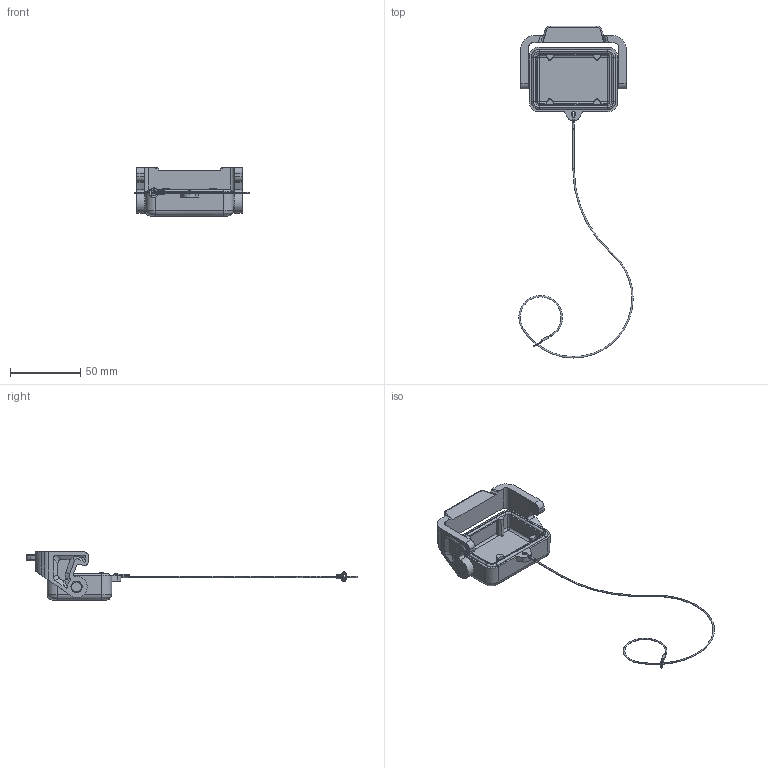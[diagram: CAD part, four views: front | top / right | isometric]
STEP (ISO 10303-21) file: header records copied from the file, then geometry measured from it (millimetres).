
FILE_DESCRIPTION(('Creo Elements/Direct Modeling STEP Export'),'2;1');
FILE_NAME('37jbk2e5h1n3q985904','2022-02-03T14:15:18',(''),(''),'Creo Elements/Direct Modeling STEP processor for AP214 (Solid Model)','Creo Elements/Direct Modeling 20.1B 02-Apr-2019 (C) Parametric Technology GmbH','');
FILE_SCHEMA(('AUTOMOTIVE_DESIGN { 1 0 10303 214 1 1 1 1 }'));
Length unit declared in the file: millimetre
Products named in the file (2): Coperchietto_06p_leva
Assembly tree (1 placements, depth 2):
  Coperchietto_06p_leva
    Coperchietto_06p_leva
Bounding box: 81.38 x 236.27 x 34.55 mm (x, y, z)
Volume: 42606.8 mm3; surface area: 23115.5 mm2
Topology: 1 solids, 1 shells, 407 faces, 1073 edges, 687 vertices
Faces by surface type: cylinder 219, plane 128, bspline 34, torus 18, sphere 4, cone 4
Entity records: 24236 total; most frequent: CARTESIAN_POINT 11278, ORIENTED_EDGE 2136, DIRECTION 1885, EDGE_CURVE 1067, VERTEX_POINT 686, AXIS2_PLACEMENT_3D 666, VECTOR 553, LINE 553
